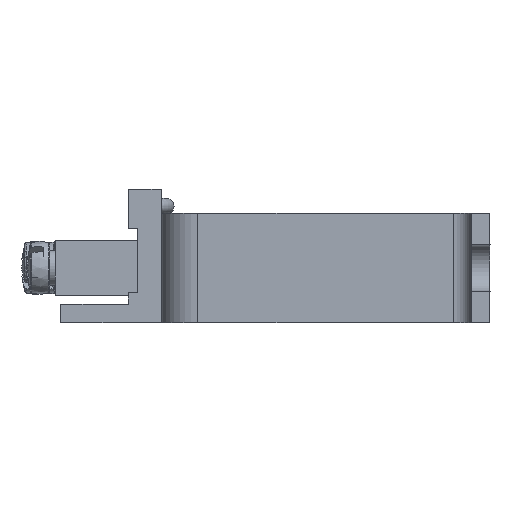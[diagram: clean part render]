
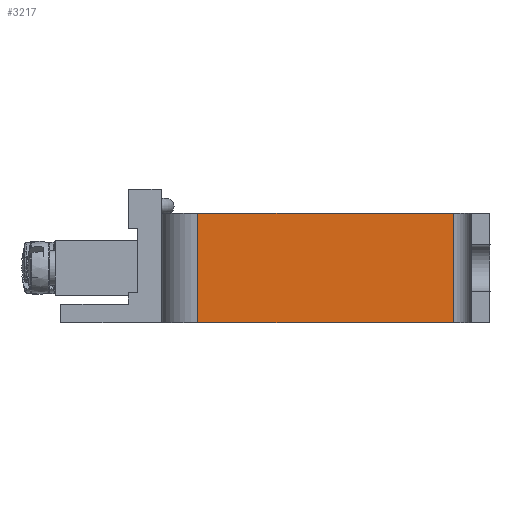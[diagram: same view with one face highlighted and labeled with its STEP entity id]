
A CAD part, left-side view. The second image highlights one B-rep face of the part: STEP entity #3217.
In plain terms, the highlighted planar face has unit normal (-1, 0, 0).
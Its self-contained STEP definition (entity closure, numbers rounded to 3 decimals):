
#323=LINE('',#5976,#535);
#331=LINE('',#5992,#543);
#339=LINE('',#6015,#551);
#340=LINE('',#6019,#552);
#535=VECTOR('',#4489,12.);
#543=VECTOR('',#4503,28.);
#551=VECTOR('',#4535,12.);
#552=VECTOR('',#4542,28.);
#660=PLANE('',#3595);
#1149=FACE_OUTER_BOUND('',#1453,.T.);
#1453=EDGE_LOOP('',(#2969,#2970,#2971,#2972));
#1763=VERTEX_POINT('',#5965);
#1764=VERTEX_POINT('',#5969);
#1769=VERTEX_POINT('',#5990);
#1772=VERTEX_POINT('',#6014);
#2149=EDGE_CURVE('',#1763,#1764,#323,.T.);
#2157=EDGE_CURVE('',#1769,#1764,#331,.T.);
#2169=EDGE_CURVE('',#1769,#1772,#339,.T.);
#2172=EDGE_CURVE('',#1763,#1772,#340,.T.);
#2969=ORIENTED_EDGE('',*,*,#2149,.T.);
#2970=ORIENTED_EDGE('',*,*,#2157,.F.);
#2971=ORIENTED_EDGE('',*,*,#2169,.T.);
#2972=ORIENTED_EDGE('',*,*,#2172,.F.);
#3217=ADVANCED_FACE('',(#1149),#660,.T.);
#3595=AXIS2_PLACEMENT_3D('',#6026,#4553,#4554);
#4489=DIRECTION('',(0.,-1.,0.));
#4503=DIRECTION('',(0.,0.,-1.));
#4535=DIRECTION('',(0.,1.,0.));
#4542=DIRECTION('',(0.,0.,1.));
#4553=DIRECTION('center_axis',(-1.,0.,0.));
#4554=DIRECTION('ref_axis',(0.,0.,1.));
#5965=CARTESIAN_POINT('',(-113.,6.,-30.));
#5969=CARTESIAN_POINT('',(-113.,-6.,-30.));
#5976=CARTESIAN_POINT('',(-113.,-3.,-30.));
#5990=CARTESIAN_POINT('',(-113.,-6.,-2.));
#5992=CARTESIAN_POINT('',(-113.,-6.,-2.));
#6014=CARTESIAN_POINT('',(-113.,6.,-2.));
#6015=CARTESIAN_POINT('',(-113.,0.,-2.));
#6019=CARTESIAN_POINT('',(-113.,6.,7.048));
#6026=CARTESIAN_POINT('Origin',(-113.,0.,-15.738));
